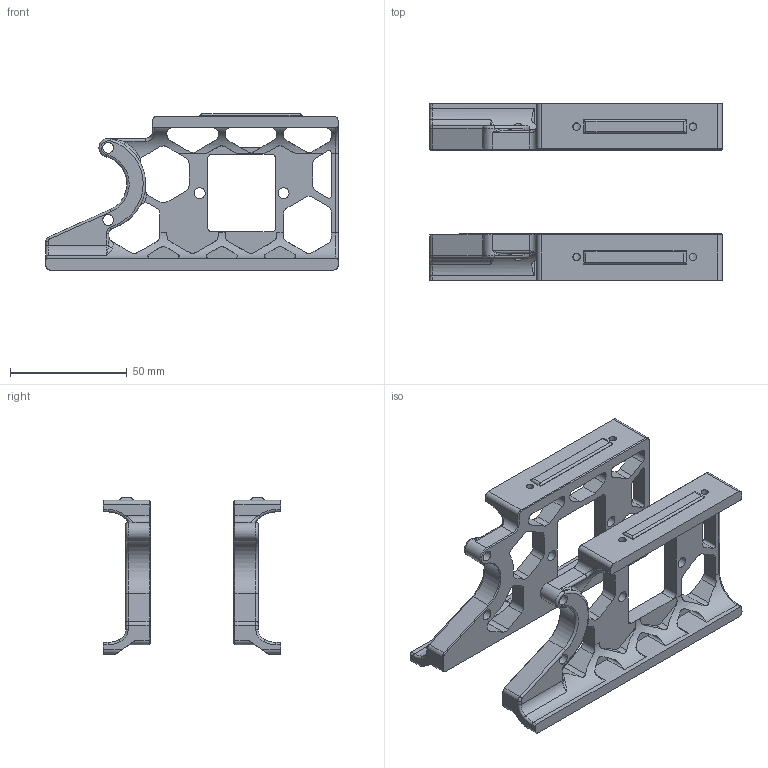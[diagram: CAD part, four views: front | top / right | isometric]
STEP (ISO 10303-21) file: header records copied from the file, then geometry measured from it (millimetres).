
FILE_DESCRIPTION(/* description */ (''),/* implementation_level */ '2;1');
FILE_NAME(/* name */ 'VORON2_v2.4_Rear_power_Inlet_b v15.step',/* time_stamp */ '2022-11-12T13:30:09+01:00',/* author */ (''),/* organization */ (''),/* preprocessor_version */ 'ST-DEVELOPER v19.2',/* originating_system */ 'Autodesk Translation Framework v11.17.0.187',/* authorisation */ '');
FILE_SCHEMA (('AUTOMOTIVE_DESIGN { 1 0 10303 214 3 1 1 }'));
Length unit declared in the file: millimetre
Products named in the file (4): VORON2_v2.4_Rear_power_Inlet_b; Lower Valance; Front; Front/Rear Skirt A
Assembly tree (3 placements, depth 4):
  VORON2_v2.4_Rear_power_Inlet_b
    Lower Valance
      Front
        Front/Rear Skirt A
Bounding box: 125.5 x 76 x 67 mm (x, y, z)
Volume: 79901.2 mm3; surface area: 41505.9 mm2
Topology: 2 solids, 2 shells, 420 faces, 1204 edges, 778 vertices
Faces by surface type: cylinder 186, plane 182, torus 22, cone 16, bspline 14
Full cylindrical faces by diameter (mm): 3.2 x4, 4.7 x10, 6 x4
Entity records: 15147 total; most frequent: CARTESIAN_POINT 3879, ORIENTED_EDGE 2400, DIRECTION 2330, EDGE_CURVE 1200, AXIS2_PLACEMENT_3D 845, VERTEX_POINT 778, LINE 640, VECTOR 640
